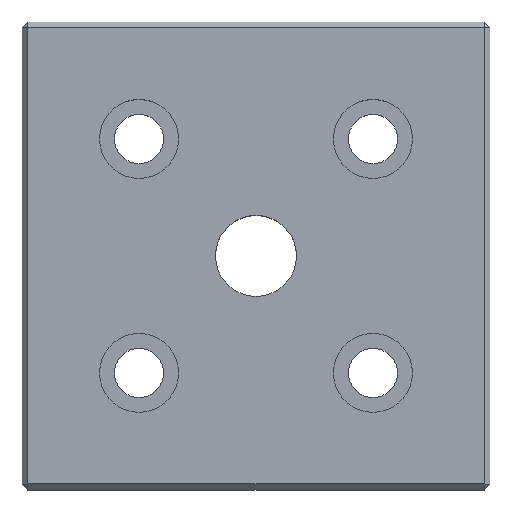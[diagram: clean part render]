
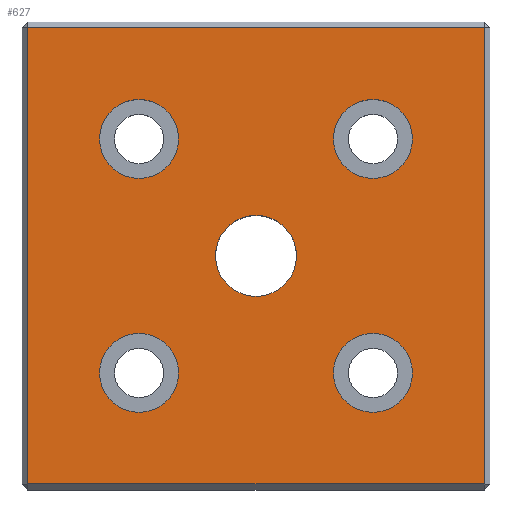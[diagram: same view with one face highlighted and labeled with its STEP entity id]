
A CAD part, top view. The second image highlights one B-rep face of the part: STEP entity #627.
In plain terms, the highlighted planar face has unit normal (0, 0, 1).
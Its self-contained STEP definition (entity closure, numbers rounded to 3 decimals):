
#192=CARTESIAN_POINT('',(39.,39.,15.0));
#193=VERTEX_POINT('',#192);
#246=CARTESIAN_POINT('',(39.0,-39.,15.0));
#247=VERTEX_POINT('',#246);
#306=CARTESIAN_POINT('',(39.,39.,15.0));
#307=DIRECTION('',(0.0,-1.0,0.0));
#308=VECTOR('',#307,78.0);
#309=LINE('',#306,#308);
#310=EDGE_CURVE('',#193,#247,#309,.T.);
#322=CARTESIAN_POINT('',(-39.,39.,15.0));
#323=VERTEX_POINT('',#322);
#376=CARTESIAN_POINT('',(-39.,-39.,15.0));
#377=VERTEX_POINT('',#376);
#445=CARTESIAN_POINT('',(39.0,-39.,15.0));
#446=DIRECTION('',(-1.0,0.0,0.0));
#447=VECTOR('',#446,78.);
#448=LINE('',#445,#447);
#449=EDGE_CURVE('',#247,#377,#448,.T.);
#467=CARTESIAN_POINT('',(-39.,-39.,15.0));
#468=DIRECTION('',(0.0,1.0,0.0));
#469=VECTOR('',#468,78.);
#470=LINE('',#467,#469);
#471=EDGE_CURVE('',#377,#323,#470,.T.);
#489=CARTESIAN_POINT('',(-39.,39.0,15.0));
#490=DIRECTION('',(1.0,0.0,0.0));
#491=VECTOR('',#490,78.0);
#492=LINE('',#489,#491);
#493=EDGE_CURVE('',#323,#193,#492,.T.);
#561=CARTESIAN_POINT('',(0.0,0.,15.0));
#562=DIRECTION('',(0.0,0.0,1.0));
#563=DIRECTION('',(1.0,0.0,0.0));
#564=AXIS2_PLACEMENT_3D('',#561,#562,#563);
#565=PLANE('',#564);
#566=ORIENTED_EDGE('',*,*,#310,.F.);
#567=ORIENTED_EDGE('',*,*,#493,.F.);
#568=ORIENTED_EDGE('',*,*,#471,.F.);
#569=ORIENTED_EDGE('',*,*,#449,.F.);
#570=EDGE_LOOP('',(#566,#567,#568,#569));
#571=FACE_OUTER_BOUND('',#570,.T.);
#572=CARTESIAN_POINT('',(6.918,0.,15.0));
#573=VERTEX_POINT('',#572);
#574=CARTESIAN_POINT('',(0.0,0.,15.0));
#575=DIRECTION('',(0.0,0.0,-1.0));
#576=DIRECTION('',(1.0,0.0,0.0));
#577=AXIS2_PLACEMENT_3D('',#574,#575,#576);
#578=CIRCLE('',#577,6.918);
#579=EDGE_CURVE('',#573,#573,#578,.T.);
#580=ORIENTED_EDGE('',*,*,#579,.T.);
#581=EDGE_LOOP('',(#580));
#582=FACE_BOUND('',#581,.T.);
#583=CARTESIAN_POINT('',(-13.25,20.0,15.0));
#584=VERTEX_POINT('',#583);
#585=CARTESIAN_POINT('',(-20.,20.0,15.0));
#586=DIRECTION('',(0.0,0.0,-1.0));
#587=DIRECTION('',(1.0,0.0,0.0));
#588=AXIS2_PLACEMENT_3D('',#585,#586,#587);
#589=CIRCLE('',#588,6.75);
#590=EDGE_CURVE('',#584,#584,#589,.T.);
#591=ORIENTED_EDGE('',*,*,#590,.T.);
#592=EDGE_LOOP('',(#591));
#593=FACE_BOUND('',#592,.T.);
#594=CARTESIAN_POINT('',(-13.25,-20.0,15.0));
#595=VERTEX_POINT('',#594);
#596=CARTESIAN_POINT('',(-20.,-20.0,15.0));
#597=DIRECTION('',(0.0,0.0,-1.0));
#598=DIRECTION('',(1.0,0.0,0.0));
#599=AXIS2_PLACEMENT_3D('',#596,#597,#598);
#600=CIRCLE('',#599,6.75);
#601=EDGE_CURVE('',#595,#595,#600,.T.);
#602=ORIENTED_EDGE('',*,*,#601,.T.);
#603=EDGE_LOOP('',(#602));
#604=FACE_BOUND('',#603,.T.);
#605=CARTESIAN_POINT('',(26.75,20.,15.0));
#606=VERTEX_POINT('',#605);
#607=CARTESIAN_POINT('',(20.,20.,15.0));
#608=DIRECTION('',(0.0,0.0,-1.0));
#609=DIRECTION('',(1.0,0.0,0.0));
#610=AXIS2_PLACEMENT_3D('',#607,#608,#609);
#611=CIRCLE('',#610,6.75);
#612=EDGE_CURVE('',#606,#606,#611,.T.);
#613=ORIENTED_EDGE('',*,*,#612,.T.);
#614=EDGE_LOOP('',(#613));
#615=FACE_BOUND('',#614,.T.);
#616=CARTESIAN_POINT('',(26.75,-20.,15.0));
#617=VERTEX_POINT('',#616);
#618=CARTESIAN_POINT('',(20.,-20.,15.0));
#619=DIRECTION('',(0.0,0.0,-1.0));
#620=DIRECTION('',(1.0,0.0,0.0));
#621=AXIS2_PLACEMENT_3D('',#618,#619,#620);
#622=CIRCLE('',#621,6.75);
#623=EDGE_CURVE('',#617,#617,#622,.T.);
#624=ORIENTED_EDGE('',*,*,#623,.T.);
#625=EDGE_LOOP('',(#624));
#626=FACE_BOUND('',#625,.T.);
#627=ADVANCED_FACE('',(#571,#582,#593,#604,#615,#626),#565,.T.);
